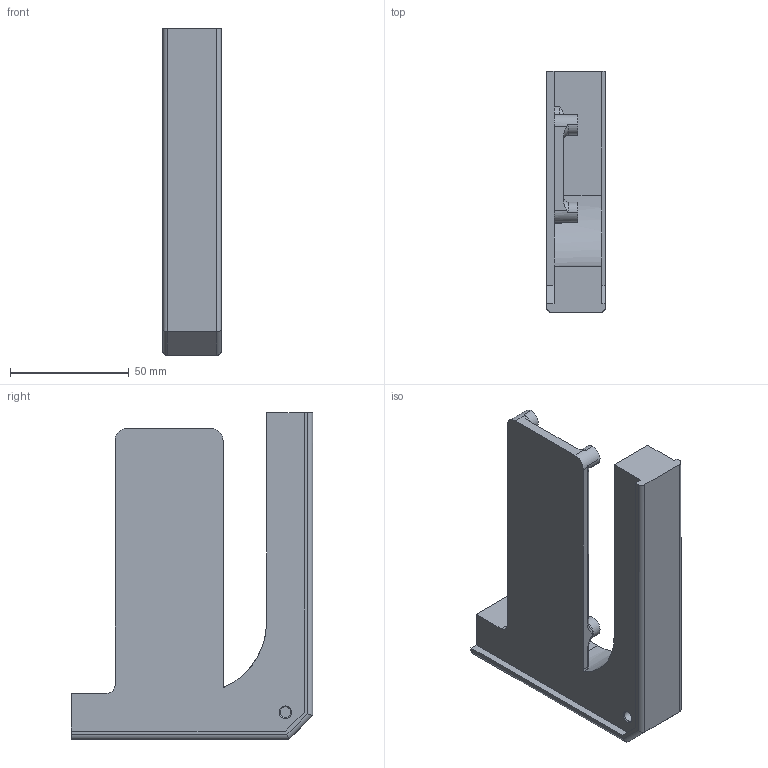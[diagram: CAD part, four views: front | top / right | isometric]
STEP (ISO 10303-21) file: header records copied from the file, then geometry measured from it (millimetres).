
FILE_DESCRIPTION(/* description */ (''),/* implementation_level */ '2;1');
FILE_NAME(/* name */ 'Bottom Left Acrylic.step',/* time_stamp */ '2024-10-14T22:03:51-04:00',/* author */ (''),/* organization */ (''),/* preprocessor_version */ 'ST-DEVELOPER v20',/* originating_system */ 'Autodesk Translation Framework v13.20.0.188',/* authorisation */ '');
FILE_SCHEMA (('AUTOMOTIVE_DESIGN { 1 0 10303 214 3 1 1 }'));
Length unit declared in the file: millimetre
Products named in the file (1): Purple Project Remix
Bounding box: 24.7 x 101.59 x 137.64 mm (x, y, z)
Volume: 102984.1 mm3; surface area: 32188.1 mm2
Topology: 1 solids, 1 shells, 98 faces, 246 edges, 154 vertices
Faces by surface type: plane 39, cylinder 37, torus 12, cone 6, bspline 4
Full cylindrical faces by diameter (mm): 3 x4, 4.5 x2, 8.5 x2
Entity records: 3646 total; most frequent: CARTESIAN_POINT 1260, DIRECTION 511, ORIENTED_EDGE 488, EDGE_CURVE 244, AXIS2_PLACEMENT_3D 196, VERTEX_POINT 154, LINE 119, VECTOR 119
